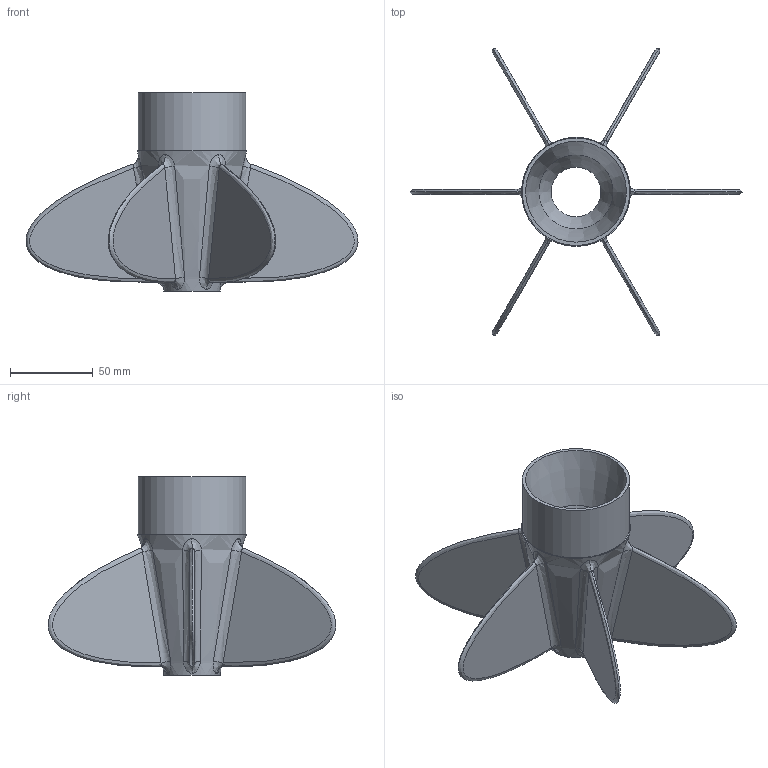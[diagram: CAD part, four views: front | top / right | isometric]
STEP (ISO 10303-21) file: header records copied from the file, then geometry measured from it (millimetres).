
FILE_DESCRIPTION(/* description */ ('STEP AP242','CAx-IF Rec.Pracs.---Representation and Presentation of Product Manufacturing Information (PMI)---4.0---2014-10-13','CAx-IF Rec.Pracs.---3D Tessellated Geometry---0.4---2014-09-14','2;1'),/* implementation_level */ '2;1');
FILE_NAME(/* name */ '6302c4e923436b2b118ddd6c',/* time_stamp */ '2022-08-21T23:51:06+00:00',/* author */ (''),/* organization */ (''),/* preprocessor_version */ 'ST-DEVELOPER v18.102',/* originating_system */ ' ',/* authorisation */ ' ');
FILE_SCHEMA (('AP242_MANAGED_MODEL_BASED_3D_ENGINEERING_MIM_LF { 1 0 10303 442 1 1 4 }'));
Length unit declared in the file: metre
Products named in the file (1): Part 1
Bounding box: 200.86 x 173.98 x 120 mm (x, y, z)
Volume: 217522.8 mm3; surface area: 83648.8 mm2
Topology: 1 solids, 1 shells, 68 faces, 140 edges, 80 vertices
Faces by surface type: bspline 48, plane 15, cone 3, cylinder 2
Full cylindrical faces by diameter (mm): 30.2 x1, 65 x1
Entity records: 3838 total; most frequent: CARTESIAN_POINT 2785, ORIENTED_EDGE 268, EDGE_CURVE 134, DIRECTION 106, B_SPLINE_CURVE_WITH_KNOTS 102, EDGE_LOOP 82, FACE_BOUND 82, VERTEX_POINT 80
